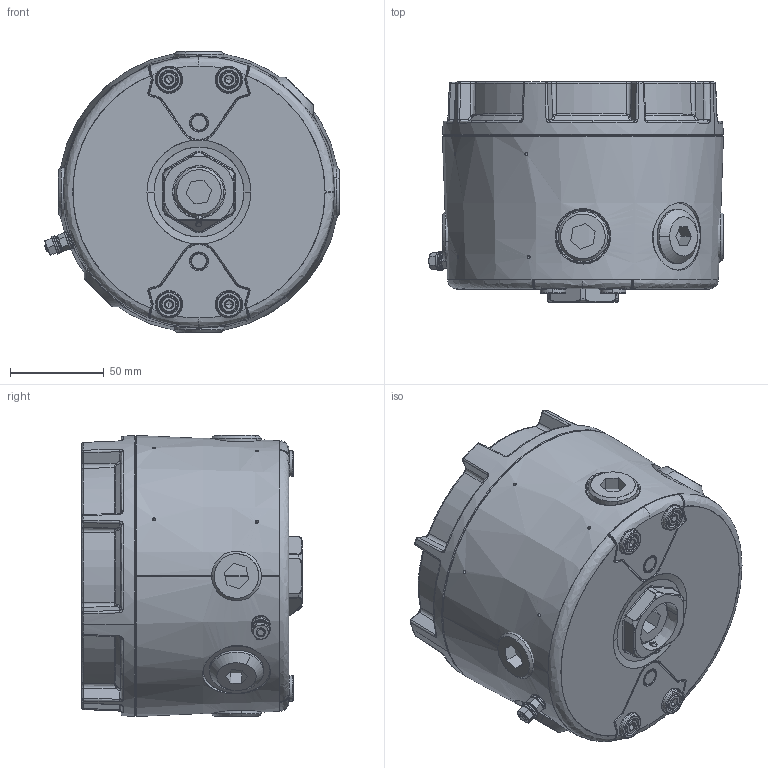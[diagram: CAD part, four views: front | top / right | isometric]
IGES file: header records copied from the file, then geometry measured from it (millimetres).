
Start section: SolidWorks IGES file using analytic representation for surfaces
Global section: file name: D191-05-501-3D_Issue_1.IGS; native system: SolidWorks 2018; preprocessor: SolidWorks 2018; author: randip.rait; date: 181114.101241; units: millimetre
Bounding box: 157.4 x 117.53 x 150 mm (x, y, z)
Surface area: 160541.7 mm2 (no closed solid volume)
Topology: 0 solids, 0 shells, 1162 faces, 10491 edges, 10464 vertices
Faces by surface type: bspline 680, revolution 482
